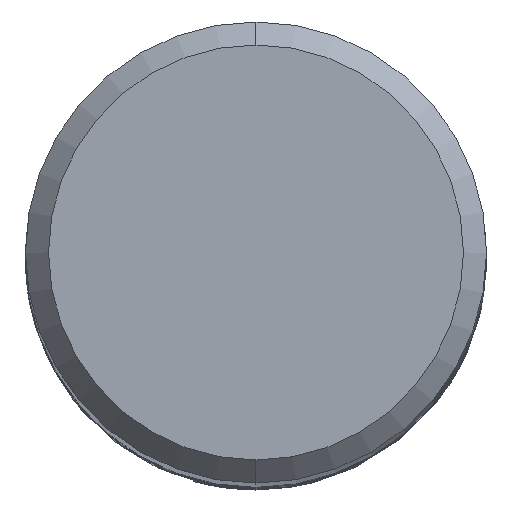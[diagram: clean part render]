
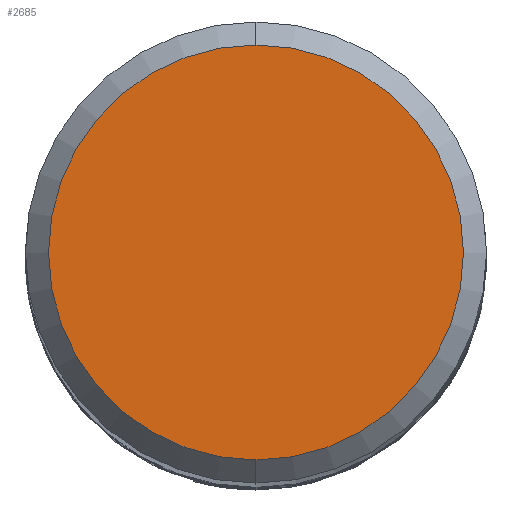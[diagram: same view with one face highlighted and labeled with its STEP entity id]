
A CAD part, top view. The second image highlights one B-rep face of the part: STEP entity #2685.
In plain terms, the highlighted planar face has unit normal (0, 0, 1).
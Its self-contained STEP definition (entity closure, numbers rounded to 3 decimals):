
#1401=VERTEX_POINT('',#3299);
#1641=EDGE_CURVE('',#1767,#1401,#3559,.T.);
#1767=VERTEX_POINT('',#3701);
#2031=EDGE_CURVE('',#1401,#1767,#3992,.T.);
#2685=ADVANCED_FACE('',(#4696),#4697,.T.);
#3299=CARTESIAN_POINT('',(0.,-3.6,0.0));
#3559=CIRCLE('',#11031,3.6);
#3701=CARTESIAN_POINT('',(0.0,3.6,0.0));
#3992=CIRCLE('',#17291,3.6);
#4696=FACE_OUTER_BOUND('',#25854,.T.);
#4697=PLANE('',#25855);
#11031=AXIS2_PLACEMENT_3D('',#28557,#28558,#28559);
#17291=AXIS2_PLACEMENT_3D('',#29063,#29064,#29065);
#25854=EDGE_LOOP('',(#29742,#29743));
#25855=AXIS2_PLACEMENT_3D('',#29744,#29745,#29746);
#28557=CARTESIAN_POINT('',(0.0,0.0,0.0));
#28558=DIRECTION('',(0.0,0.0,-1.0));
#28559=DIRECTION('',(0.0,1.0,0.0));
#29063=CARTESIAN_POINT('',(0.0,0.0,0.0));
#29064=DIRECTION('',(0.0,0.0,-1.0));
#29065=DIRECTION('',(0.0,1.0,0.0));
#29742=ORIENTED_EDGE('',*,*,#1641,.F.);
#29743=ORIENTED_EDGE('',*,*,#2031,.F.);
#29744=CARTESIAN_POINT('',(0.0,1.8,0.0));
#29745=DIRECTION('',(-0.0,0.0,1.0));
#29746=DIRECTION('',(0.0,-1.0,0.0));
